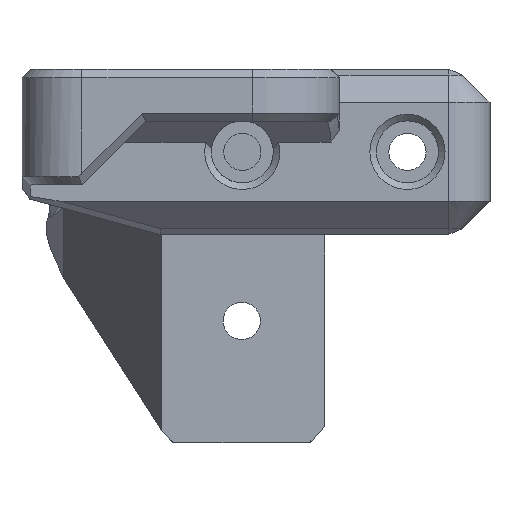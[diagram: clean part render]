
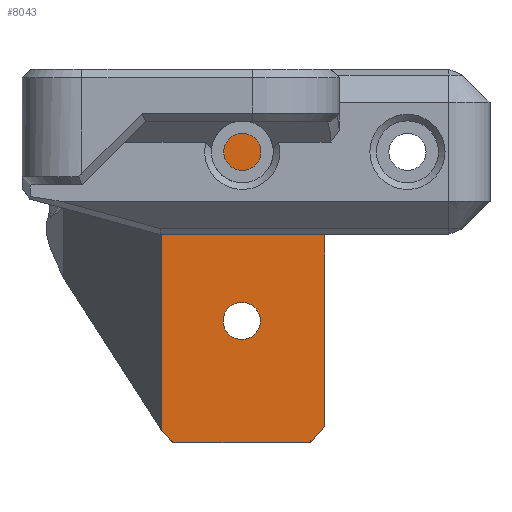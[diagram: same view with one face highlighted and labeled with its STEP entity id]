
A CAD part, front view. The second image highlights one B-rep face of the part: STEP entity #8043.
In plain terms, the highlighted planar face has unit normal (0, -1, 0).
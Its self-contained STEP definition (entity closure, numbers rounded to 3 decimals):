
#231=FACE_BOUND('',#1500,.T.);
#232=FACE_BOUND('',#1501,.T.);
#690=PLANE('',#8523);
#896=CIRCLE('',#8524,2.25);
#897=CIRCLE('',#8525,2.25);
#1015=FACE_OUTER_BOUND('',#1499,.T.);
#1499=EDGE_LOOP('',(#5940,#5941,#5942,#5943,#5944,#5945,#5946));
#1500=EDGE_LOOP('',(#5947));
#1501=EDGE_LOOP('',(#5948));
#2188=LINE('',#10824,#2761);
#2247=LINE('',#11302,#2820);
#2251=LINE('',#11310,#2824);
#2266=LINE('',#12422,#2839);
#2267=LINE('',#12424,#2840);
#2268=LINE('',#12426,#2841);
#2269=LINE('',#12427,#2842);
#2761=VECTOR('',#8864,10.);
#2820=VECTOR('',#8961,10.);
#2824=VECTOR('',#8967,10.);
#2839=VECTOR('',#9002,10.);
#2840=VECTOR('',#9003,10.);
#2841=VECTOR('',#9004,10.);
#2842=VECTOR('',#9005,10.);
#3367=VERTEX_POINT('',#10821);
#3368=VERTEX_POINT('',#10823);
#3452=VERTEX_POINT('',#11299);
#3453=VERTEX_POINT('',#11301);
#3456=VERTEX_POINT('',#11309);
#3676=VERTEX_POINT('',#12423);
#3677=VERTEX_POINT('',#12425);
#3678=VERTEX_POINT('',#12428);
#3679=VERTEX_POINT('',#12430);
#4217=EDGE_CURVE('',#3368,#3367,#2188,.T.);
#4338=EDGE_CURVE('',#3452,#3453,#2247,.T.);
#4342=EDGE_CURVE('',#3456,#3453,#2251,.T.);
#4563=EDGE_CURVE('',#3452,#3368,#2266,.T.);
#4564=EDGE_CURVE('',#3367,#3676,#2267,.T.);
#4565=EDGE_CURVE('',#3676,#3677,#2268,.T.);
#4566=EDGE_CURVE('',#3677,#3456,#2269,.T.);
#4567=EDGE_CURVE('',#3678,#3678,#896,.T.);
#4568=EDGE_CURVE('',#3679,#3679,#897,.F.);
#5940=ORIENTED_EDGE('',*,*,#4338,.F.);
#5941=ORIENTED_EDGE('',*,*,#4563,.T.);
#5942=ORIENTED_EDGE('',*,*,#4217,.T.);
#5943=ORIENTED_EDGE('',*,*,#4564,.T.);
#5944=ORIENTED_EDGE('',*,*,#4565,.T.);
#5945=ORIENTED_EDGE('',*,*,#4566,.T.);
#5946=ORIENTED_EDGE('',*,*,#4342,.T.);
#5947=ORIENTED_EDGE('',*,*,#4567,.F.);
#5948=ORIENTED_EDGE('',*,*,#4568,.T.);
#8043=ADVANCED_FACE('',(#1015,#231,#232),#690,.T.);
#8523=AXIS2_PLACEMENT_3D('',#12421,#9000,#9001);
#8524=AXIS2_PLACEMENT_3D('',#12429,#9006,#9007);
#8525=AXIS2_PLACEMENT_3D('',#12431,#9008,#9009);
#8864=DIRECTION('',(1.,0.,0.));
#8961=DIRECTION('',(0.,0.,1.));
#8967=DIRECTION('',(-1.,0.,0.));
#9000=DIRECTION('center_axis',(0.,-1.,0.));
#9001=DIRECTION('ref_axis',(0.,0.,1.));
#9002=DIRECTION('',(0.678,0.,-0.735));
#9003=DIRECTION('',(0.657,0.,0.754));
#9004=DIRECTION('',(0.,0.,1.));
#9005=DIRECTION('',(-0.707,0.,0.707));
#9006=DIRECTION('center_axis',(0.,-1.,0.));
#9007=DIRECTION('ref_axis',(1.,0.,0.));
#9008=DIRECTION('center_axis',(0.,-1.,0.));
#9009=DIRECTION('ref_axis',(1.,0.,0.));
#10821=CARTESIAN_POINT('',(-181.75,-100.58,213.066));
#10823=CARTESIAN_POINT('',(-198.429,-100.58,213.066));
#10824=CARTESIAN_POINT('',(-194.224,-100.58,213.066));
#11299=CARTESIAN_POINT('',(-199.774,-100.58,214.525));
#11301=CARTESIAN_POINT('',(-199.774,-100.58,258.265));
#11302=CARTESIAN_POINT('',(-199.774,-100.58,245.401));
#11309=CARTESIAN_POINT('',(-181.52,-100.58,258.265));
#11310=CARTESIAN_POINT('',(-206.757,-100.58,258.265));
#12421=CARTESIAN_POINT('Origin',(-200.1,-100.58,238.282));
#12422=CARTESIAN_POINT('',(-208.645,-100.58,224.152));
#12423=CARTESIAN_POINT('',(-180.02,-100.58,215.05));
#12424=CARTESIAN_POINT('',(-176.251,-100.58,219.373));
#12425=CARTESIAN_POINT('',(-180.02,-100.58,256.765));
#12426=CARTESIAN_POINT('',(-180.02,-100.58,239.206));
#12427=CARTESIAN_POINT('',(-180.795,-100.58,257.539));
#12428=CARTESIAN_POINT('',(-187.255,-100.58,248.27));
#12429=CARTESIAN_POINT('Origin',(-185.005,-100.58,248.27));
#12430=CARTESIAN_POINT('',(-192.319,-100.58,227.807));
#12431=CARTESIAN_POINT('Origin',(-190.069,-100.58,227.807));
